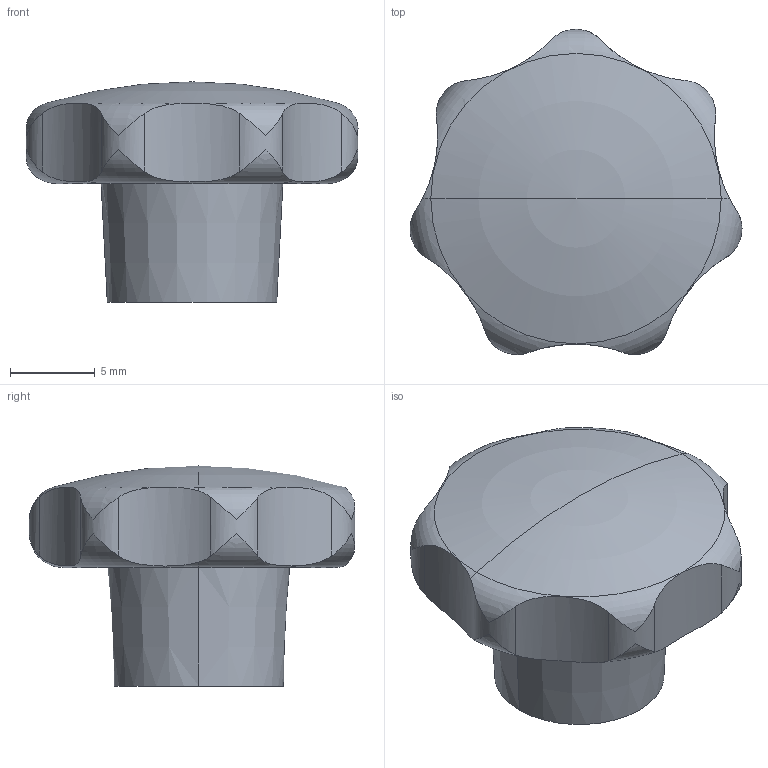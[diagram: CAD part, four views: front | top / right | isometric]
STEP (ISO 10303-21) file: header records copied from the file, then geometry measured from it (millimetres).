
FILE_DESCRIPTION(('STEP AP214'),'1');
FILE_NAME('HALDERN_EH_24670_0220.stp','2017-08-10T07:43:23',('TraceParts'),('TraceParts S.A.'),'Spatial InterOp 3D',' ',' ');
FILE_SCHEMA(('automotive_design'));
Length unit declared in the file: millimetre
Products named in the file (1): HALDERN_EH_24670_0220
Bounding box: 19.6 x 19.21 x 13 mm (x, y, z)
Volume: 1904.9 mm3; surface area: 1087.2 mm2
Topology: 1 solids, 1 shells, 31 faces, 95 edges, 64 vertices
Faces by surface type: cylinder 17, cone 6, torus 4, sphere 2, plane 2
Entity records: 1651 total; most frequent: CARTESIAN_POINT 611, ORIENTED_EDGE 182, DIRECTION 131, EDGE_CURVE 91, VERTEX_POINT 64, AXIS2_PLACEMENT_3D 54, B_SPLINE_CURVE_WITH_KNOTS 46, EDGE_LOOP 33
